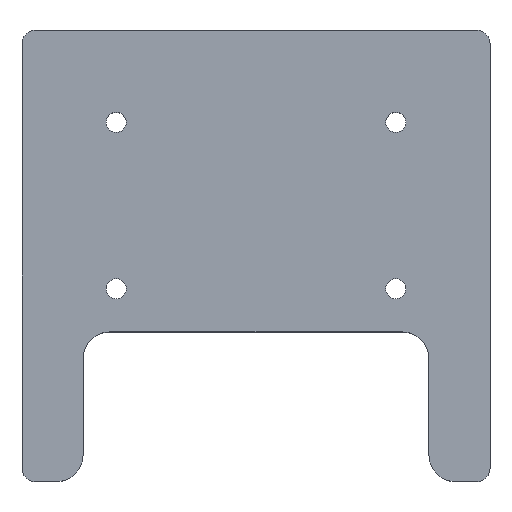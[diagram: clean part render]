
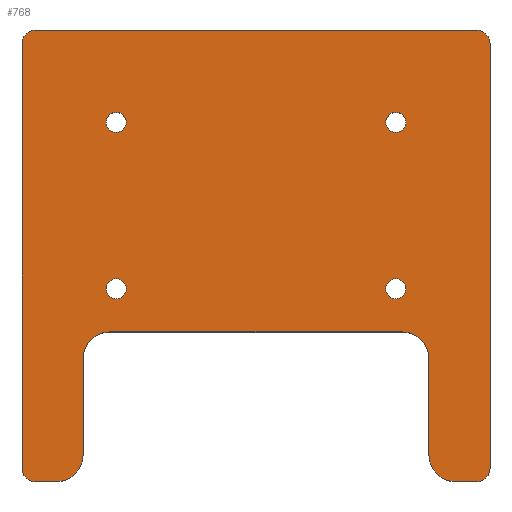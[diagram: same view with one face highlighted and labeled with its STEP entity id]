
A CAD part, top view. The second image highlights one B-rep face of the part: STEP entity #768.
In plain terms, the highlighted planar face has unit normal (0, 0, 1).
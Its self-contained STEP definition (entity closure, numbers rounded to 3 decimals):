
#33=FACE_BOUND('',#149,.T.);
#34=FACE_BOUND('',#150,.T.);
#35=FACE_BOUND('',#151,.T.);
#36=FACE_BOUND('',#152,.T.);
#54=PLANE('',#864);
#96=FACE_OUTER_BOUND('',#148,.T.);
#148=EDGE_LOOP('',(#683,#684,#685,#686,#687,#688,#689,#690,#691,#692,#693,
#694,#695,#696,#697,#698));
#149=EDGE_LOOP('',(#699));
#150=EDGE_LOOP('',(#700));
#151=EDGE_LOOP('',(#701));
#152=EDGE_LOOP('',(#702));
#171=LINE('',#1163,#237);
#177=LINE('',#1178,#243);
#179=LINE('',#1184,#245);
#204=LINE('',#1269,#270);
#207=LINE('',#1277,#273);
#210=LINE('',#1285,#276);
#213=LINE('',#1293,#279);
#218=LINE('',#1312,#284);
#237=VECTOR('',#917,10.);
#243=VECTOR('',#933,10.);
#245=VECTOR('',#941,10.);
#270=VECTOR('',#1042,10.);
#273=VECTOR('',#1051,10.);
#276=VECTOR('',#1060,10.);
#279=VECTOR('',#1069,10.);
#284=VECTOR('',#1094,10.);
#286=CIRCLE('',#785,1.);
#298=CIRCLE('',#800,1.);
#299=CIRCLE('',#802,1.);
#300=CIRCLE('',#805,1.);
#309=CIRCLE('',#843,2.);
#310=CIRCLE('',#846,2.);
#311=CIRCLE('',#849,2.);
#312=CIRCLE('',#852,2.);
#313=CIRCLE('',#856,0.75);
#314=CIRCLE('',#858,0.75);
#315=CIRCLE('',#860,0.75);
#316=CIRCLE('',#862,0.75);
#319=VERTEX_POINT('',#1102);
#320=VERTEX_POINT('',#1104);
#347=VERTEX_POINT('',#1162);
#348=VERTEX_POINT('',#1166);
#349=VERTEX_POINT('',#1170);
#350=VERTEX_POINT('',#1172);
#351=VERTEX_POINT('',#1176);
#352=VERTEX_POINT('',#1180);
#373=VERTEX_POINT('',#1263);
#374=VERTEX_POINT('',#1265);
#375=VERTEX_POINT('',#1271);
#376=VERTEX_POINT('',#1273);
#377=VERTEX_POINT('',#1279);
#378=VERTEX_POINT('',#1280);
#379=VERTEX_POINT('',#1287);
#380=VERTEX_POINT('',#1288);
#381=VERTEX_POINT('',#1296);
#382=VERTEX_POINT('',#1300);
#383=VERTEX_POINT('',#1304);
#384=VERTEX_POINT('',#1308);
#387=EDGE_CURVE('',#319,#320,#286,.T.);
#416=EDGE_CURVE('',#320,#347,#171,.T.);
#418=EDGE_CURVE('',#347,#348,#298,.T.);
#421=EDGE_CURVE('',#349,#350,#299,.T.);
#424=EDGE_CURVE('',#351,#349,#177,.T.);
#426=EDGE_CURVE('',#352,#351,#300,.T.);
#427=EDGE_CURVE('',#348,#352,#179,.T.);
#467=EDGE_CURVE('',#373,#374,#309,.T.);
#469=EDGE_CURVE('',#350,#373,#204,.T.);
#471=EDGE_CURVE('',#375,#376,#310,.T.);
#473=EDGE_CURVE('',#376,#319,#207,.T.);
#474=EDGE_CURVE('',#377,#378,#311,.T.);
#477=EDGE_CURVE('',#378,#375,#210,.T.);
#478=EDGE_CURVE('',#379,#380,#312,.T.);
#481=EDGE_CURVE('',#380,#377,#213,.T.);
#483=EDGE_CURVE('',#381,#381,#313,.T.);
#485=EDGE_CURVE('',#382,#382,#314,.T.);
#487=EDGE_CURVE('',#383,#383,#315,.T.);
#489=EDGE_CURVE('',#384,#384,#316,.T.);
#490=EDGE_CURVE('',#379,#374,#218,.T.);
#683=ORIENTED_EDGE('',*,*,#387,.F.);
#684=ORIENTED_EDGE('',*,*,#473,.F.);
#685=ORIENTED_EDGE('',*,*,#471,.F.);
#686=ORIENTED_EDGE('',*,*,#477,.F.);
#687=ORIENTED_EDGE('',*,*,#474,.F.);
#688=ORIENTED_EDGE('',*,*,#481,.F.);
#689=ORIENTED_EDGE('',*,*,#478,.F.);
#690=ORIENTED_EDGE('',*,*,#490,.T.);
#691=ORIENTED_EDGE('',*,*,#467,.F.);
#692=ORIENTED_EDGE('',*,*,#469,.F.);
#693=ORIENTED_EDGE('',*,*,#421,.F.);
#694=ORIENTED_EDGE('',*,*,#424,.F.);
#695=ORIENTED_EDGE('',*,*,#426,.F.);
#696=ORIENTED_EDGE('',*,*,#427,.F.);
#697=ORIENTED_EDGE('',*,*,#418,.F.);
#698=ORIENTED_EDGE('',*,*,#416,.F.);
#699=ORIENTED_EDGE('',*,*,#489,.F.);
#700=ORIENTED_EDGE('',*,*,#487,.F.);
#701=ORIENTED_EDGE('',*,*,#485,.F.);
#702=ORIENTED_EDGE('',*,*,#483,.F.);
#768=ADVANCED_FACE('',(#96,#33,#34,#35,#36),#54,.F.);
#785=AXIS2_PLACEMENT_3D('',#1105,#872,#873);
#800=AXIS2_PLACEMENT_3D('',#1167,#921,#922);
#802=AXIS2_PLACEMENT_3D('',#1173,#927,#928);
#805=AXIS2_PLACEMENT_3D('',#1182,#937,#938);
#843=AXIS2_PLACEMENT_3D('',#1266,#1037,#1038);
#846=AXIS2_PLACEMENT_3D('',#1274,#1046,#1047);
#849=AXIS2_PLACEMENT_3D('',#1281,#1054,#1055);
#852=AXIS2_PLACEMENT_3D('',#1289,#1063,#1064);
#856=AXIS2_PLACEMENT_3D('',#1298,#1075,#1076);
#858=AXIS2_PLACEMENT_3D('',#1302,#1080,#1081);
#860=AXIS2_PLACEMENT_3D('',#1306,#1085,#1086);
#862=AXIS2_PLACEMENT_3D('',#1310,#1090,#1091);
#864=AXIS2_PLACEMENT_3D('',#1313,#1095,#1096);
#872=DIRECTION('center_axis',(0.,0.,-1.));
#873=DIRECTION('ref_axis',(-0.707,-0.707,0.));
#917=DIRECTION('',(0.,1.,0.));
#921=DIRECTION('center_axis',(0.,0.,-1.));
#922=DIRECTION('ref_axis',(-0.707,0.707,0.));
#927=DIRECTION('center_axis',(0.,0.,-1.));
#928=DIRECTION('ref_axis',(0.707,-0.707,0.));
#933=DIRECTION('',(0.,-1.,0.));
#937=DIRECTION('center_axis',(0.,0.,-1.));
#938=DIRECTION('ref_axis',(0.707,0.707,0.));
#941=DIRECTION('',(1.,0.,0.));
#1037=DIRECTION('center_axis',(0.,0.,-1.));
#1038=DIRECTION('ref_axis',(-0.707,-0.707,0.));
#1042=DIRECTION('',(-1.,0.,0.));
#1046=DIRECTION('center_axis',(0.,0.,-1.));
#1047=DIRECTION('ref_axis',(0.707,-0.707,0.));
#1051=DIRECTION('',(-1.,0.,0.));
#1054=DIRECTION('center_axis',(0.,0.,1.));
#1055=DIRECTION('ref_axis',(-0.707,0.707,0.));
#1060=DIRECTION('',(0.,-1.,0.));
#1063=DIRECTION('center_axis',(0.,0.,1.));
#1064=DIRECTION('ref_axis',(0.707,0.707,0.));
#1069=DIRECTION('',(-1.,0.,0.));
#1075=DIRECTION('center_axis',(0.,0.,1.));
#1076=DIRECTION('ref_axis',(-1.,0.,0.));
#1080=DIRECTION('center_axis',(0.,0.,1.));
#1081=DIRECTION('ref_axis',(-1.,0.,0.));
#1085=DIRECTION('center_axis',(0.,0.,1.));
#1086=DIRECTION('ref_axis',(-1.,0.,0.));
#1090=DIRECTION('center_axis',(0.,0.,1.));
#1091=DIRECTION('ref_axis',(-1.,0.,0.));
#1094=DIRECTION('',(0.,-1.,0.));
#1095=DIRECTION('center_axis',(0.,0.,-1.));
#1096=DIRECTION('ref_axis',(-1.,0.,0.));
#1102=CARTESIAN_POINT('',(-16.585,-16.96,-3.4));
#1104=CARTESIAN_POINT('',(-17.585,-15.96,-3.4));
#1105=CARTESIAN_POINT('Origin',(-16.585,-15.96,-3.4));
#1162=CARTESIAN_POINT('',(-17.585,15.96,-3.4));
#1163=CARTESIAN_POINT('',(-17.585,-16.96,-3.4));
#1166=CARTESIAN_POINT('',(-16.585,16.96,-3.4));
#1167=CARTESIAN_POINT('Origin',(-16.585,15.96,-3.4));
#1170=CARTESIAN_POINT('',(17.585,-15.96,-3.4));
#1172=CARTESIAN_POINT('',(16.585,-16.96,-3.4));
#1173=CARTESIAN_POINT('Origin',(16.585,-15.96,-3.4));
#1176=CARTESIAN_POINT('',(17.585,15.96,-3.4));
#1178=CARTESIAN_POINT('',(17.585,16.96,-3.4));
#1180=CARTESIAN_POINT('',(16.585,16.96,-3.4));
#1182=CARTESIAN_POINT('Origin',(16.585,15.96,-3.4));
#1184=CARTESIAN_POINT('',(-17.585,16.96,-3.4));
#1263=CARTESIAN_POINT('',(15.,-16.96,-3.4));
#1265=CARTESIAN_POINT('',(13.,-14.96,-3.4));
#1266=CARTESIAN_POINT('Origin',(15.,-14.96,-3.4));
#1269=CARTESIAN_POINT('',(17.585,-16.96,-3.4));
#1271=CARTESIAN_POINT('',(-13.,-14.96,-3.4));
#1273=CARTESIAN_POINT('',(-15.,-16.96,-3.4));
#1274=CARTESIAN_POINT('Origin',(-15.,-14.96,-3.4));
#1277=CARTESIAN_POINT('',(14.585,-16.96,-3.4));
#1279=CARTESIAN_POINT('',(-11.,-5.71,-3.4));
#1280=CARTESIAN_POINT('',(-13.,-7.71,-3.4));
#1281=CARTESIAN_POINT('Origin',(-11.,-7.71,-3.4));
#1285=CARTESIAN_POINT('',(-13.,-5.71,-3.4));
#1287=CARTESIAN_POINT('',(13.,-7.71,-3.4));
#1288=CARTESIAN_POINT('',(11.,-5.71,-3.4));
#1289=CARTESIAN_POINT('Origin',(11.,-7.71,-3.4));
#1293=CARTESIAN_POINT('',(14.,-5.71,-3.4));
#1296=CARTESIAN_POINT('',(-9.75,10.04,-3.4));
#1298=CARTESIAN_POINT('Origin',(-10.5,10.04,-3.4));
#1300=CARTESIAN_POINT('',(-9.75,-2.46,-3.4));
#1302=CARTESIAN_POINT('Origin',(-10.5,-2.46,-3.4));
#1304=CARTESIAN_POINT('',(11.25,-2.46,-3.4));
#1306=CARTESIAN_POINT('Origin',(10.5,-2.46,-3.4));
#1308=CARTESIAN_POINT('',(11.25,10.04,-3.4));
#1310=CARTESIAN_POINT('Origin',(10.5,10.04,-3.4));
#1312=CARTESIAN_POINT('',(13.,-5.71,-3.4));
#1313=CARTESIAN_POINT('Origin',(0.,0.,-3.4));
